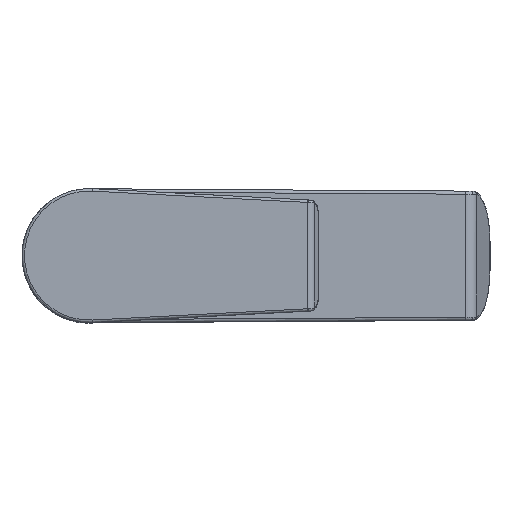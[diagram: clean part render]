
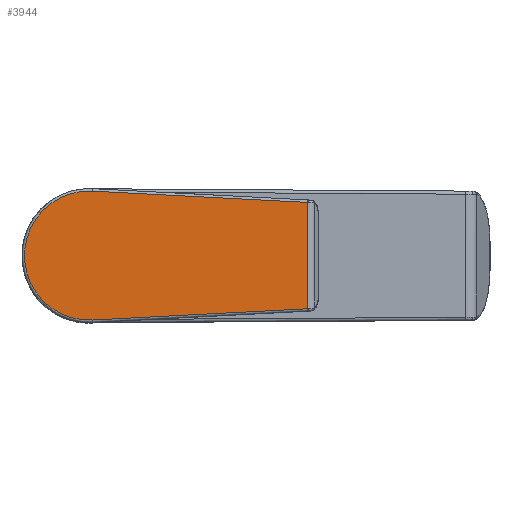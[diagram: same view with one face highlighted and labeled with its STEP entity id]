
A CAD part, top view. The second image highlights one B-rep face of the part: STEP entity #3944.
In plain terms, the highlighted face is planar.
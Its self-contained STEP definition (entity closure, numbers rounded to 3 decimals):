
#390=LINE('',#11733,#563);
#391=LINE('',#11745,#564);
#394=LINE('',#12400,#567);
#563=VECTOR('',#5004,69.087);
#564=VECTOR('',#5019,69.087);
#567=VECTOR('',#5036,17.056);
#852=FACE_OUTER_BOUND('',#1120,.T.);
#1120=EDGE_LOOP('',(#3035,#3036,#3037,#3038));
#1382=CIRCLE('',#4313,20.7);
#1734=VERTEX_POINT('',#11730);
#1735=VERTEX_POINT('',#11732);
#1737=VERTEX_POINT('',#11737);
#1738=VERTEX_POINT('',#11742);
#2184=EDGE_CURVE('',#1735,#1734,#390,.T.);
#2187=EDGE_CURVE('',#1734,#1737,#1382,.T.);
#2190=EDGE_CURVE('',#1737,#1738,#391,.T.);
#2207=EDGE_CURVE('',#1735,#1738,#394,.T.);
#3035=ORIENTED_EDGE('',*,*,#2187,.T.);
#3036=ORIENTED_EDGE('',*,*,#2190,.T.);
#3037=ORIENTED_EDGE('',*,*,#2207,.F.);
#3038=ORIENTED_EDGE('',*,*,#2184,.T.);
#3804=PLANE('',#4324);
#3944=ADVANCED_FACE('',(#852),#3804,.T.);
#4313=AXIS2_PLACEMENT_3D('',#11739,#5011,#5012);
#4324=AXIS2_PLACEMENT_3D('',#12401,#5037,#5038);
#5004=DIRECTION('',(0.,0.052,-0.999));
#5011=DIRECTION('center_axis',(-1.,0.,0.));
#5012=DIRECTION('ref_axis',(0.,0.,-1.));
#5019=DIRECTION('',(0.,0.052,0.999));
#5036=DIRECTION('',(0.,-1.,0.));
#5037=DIRECTION('center_axis',(-1.,0.,0.));
#5038=DIRECTION('ref_axis',(0.,0.,1.));
#11730=CARTESIAN_POINT('',(-133.092,-91.906,1.083));
#11732=CARTESIAN_POINT('',(-133.092,-95.522,70.076));
#11733=CARTESIAN_POINT('',(-133.092,-95.522,70.076));
#11737=CARTESIAN_POINT('',(-133.092,-133.249,1.083));
#11739=CARTESIAN_POINT('Origin',(-133.092,-112.577,0.));
#11742=CARTESIAN_POINT('',(-133.092,-129.633,70.076));
#11745=CARTESIAN_POINT('',(-133.092,-133.249,1.083));
#12400=CARTESIAN_POINT('',(-133.092,-112.577,70.076));
#12401=CARTESIAN_POINT('Origin',(-133.092,55.523,75.));
